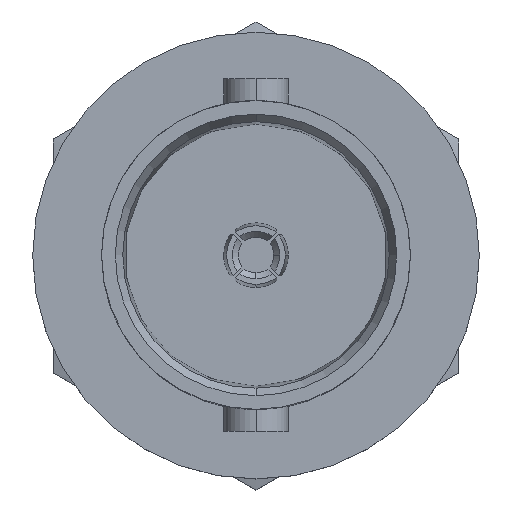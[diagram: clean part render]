
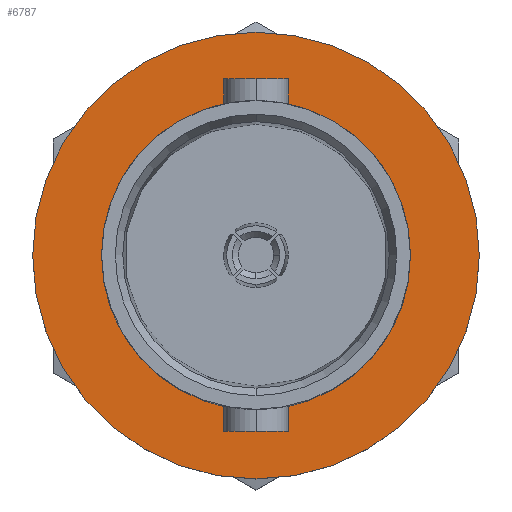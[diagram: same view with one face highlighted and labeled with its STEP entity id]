
A CAD part, top view. The second image highlights one B-rep face of the part: STEP entity #6787.
In plain terms, the highlighted planar face has unit normal (0, 0, 1).
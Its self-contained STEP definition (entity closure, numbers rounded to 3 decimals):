
#296 = AXIS2_PLACEMENT_3D ( 'NONE', #12263, #6593, #917 ) ;
#405 = CIRCLE ( 'NONE', #11861, 4.84 ) ;
#917 = DIRECTION ( 'NONE',  ( 1., 0., 0. ) ) ;
#1002 = FACE_BOUND ( 'NONE', #6976, .T. ) ;
#1277 = CARTESIAN_POINT ( 'NONE',  ( -7., 0., -12.4 ) ) ;
#1350 = AXIS2_PLACEMENT_3D ( 'NONE', #7461, #1767, #8402 ) ;
#1439 = CARTESIAN_POINT ( 'NONE',  ( 7., 0., -12.4 ) ) ;
#1557 = AXIS2_PLACEMENT_3D ( 'NONE', #9495, #3831, #10475 ) ;
#1767 = DIRECTION ( 'NONE',  ( 0., 0., 1. ) ) ;
#1809 = CARTESIAN_POINT ( 'NONE',  ( -4.84, 0., -12.4 ) ) ;
#3424 = DIRECTION ( 'NONE',  ( 0., 0., 1. ) ) ;
#3747 = PLANE ( 'NONE',  #1557 ) ;
#3831 = DIRECTION ( 'NONE',  ( 0., 0., -1. ) ) ;
#4058 = VERTEX_POINT ( 'NONE', #1277 ) ;
#4082 = EDGE_LOOP ( 'NONE', ( #12179, #9757 ) ) ;
#4534 = DIRECTION ( 'NONE',  ( 0., 0., 1. ) ) ;
#4692 = VERTEX_POINT ( 'NONE', #1809 ) ;
#5188 = EDGE_CURVE ( 'NONE', #4692, #7030, #405, .T. ) ;
#5440 = AXIS2_PLACEMENT_3D ( 'NONE', #9102, #3424, #10057 ) ;
#5800 = EDGE_CURVE ( 'NONE', #7030, #4692, #6292, .T. ) ;
#6180 = ORIENTED_EDGE ( 'NONE', *, *, #5800, .F. ) ;
#6292 = CIRCLE ( 'NONE', #296, 4.84 ) ;
#6593 = DIRECTION ( 'NONE',  ( 0., 0., 1. ) ) ;
#6787 = ADVANCED_FACE ( 'NONE', ( #1002, #8272 ), #3747, .F. ) ;
#6976 = EDGE_LOOP ( 'NONE', ( #6180, #10576 ) ) ;
#7030 = VERTEX_POINT ( 'NONE', #8904 ) ;
#7461 = CARTESIAN_POINT ( 'NONE',  ( 0., 0., -12.4 ) ) ;
#7572 = EDGE_CURVE ( 'NONE', #10982, #4058, #8800, .T. ) ;
#8272 = FACE_OUTER_BOUND ( 'NONE', #4082, .T. ) ;
#8402 = DIRECTION ( 'NONE',  ( 1., 0., 0. ) ) ;
#8776 = CIRCLE ( 'NONE', #1350, 7. ) ;
#8800 = CIRCLE ( 'NONE', #5440, 7. ) ;
#8904 = CARTESIAN_POINT ( 'NONE',  ( 4.84, 0., -12.4 ) ) ;
#9102 = CARTESIAN_POINT ( 'NONE',  ( 0., 0., -12.4 ) ) ;
#9495 = CARTESIAN_POINT ( 'NONE',  ( 0., 7., -12.4 ) ) ;
#9757 = ORIENTED_EDGE ( 'NONE', *, *, #12144, .T. ) ;
#10057 = DIRECTION ( 'NONE',  ( 1., 0., 0. ) ) ;
#10217 = CARTESIAN_POINT ( 'NONE',  ( 0., 0., -12.4 ) ) ;
#10475 = DIRECTION ( 'NONE',  ( -1., 0., 0. ) ) ;
#10576 = ORIENTED_EDGE ( 'NONE', *, *, #5188, .F. ) ;
#10982 = VERTEX_POINT ( 'NONE', #1439 ) ;
#11176 = DIRECTION ( 'NONE',  ( 1., 0., 0. ) ) ;
#11861 = AXIS2_PLACEMENT_3D ( 'NONE', #10217, #4534, #11176 ) ;
#12144 = EDGE_CURVE ( 'NONE', #4058, #10982, #8776, .T. ) ;
#12179 = ORIENTED_EDGE ( 'NONE', *, *, #7572, .T. ) ;
#12263 = CARTESIAN_POINT ( 'NONE',  ( 0., 0., -12.4 ) ) ;
